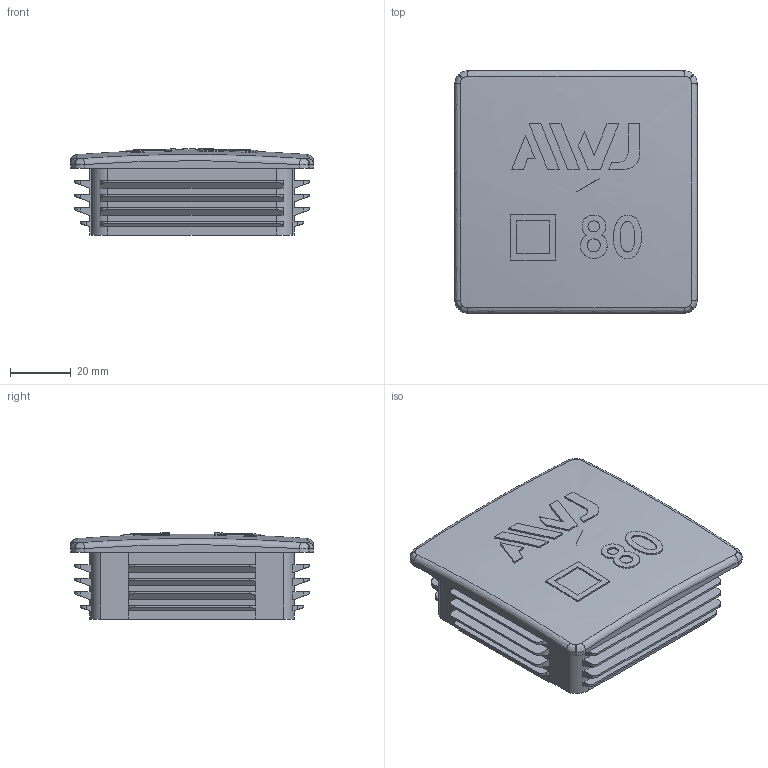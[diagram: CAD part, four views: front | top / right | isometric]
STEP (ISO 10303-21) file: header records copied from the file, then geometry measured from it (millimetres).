
FILE_DESCRIPTION( ( 'STEP AP203' ), '1' );
FILE_NAME( '80.step', '2022-07-25T06:46:43', ( ' ' ), ( ' ' ), 'XStep 1.0', ' ', ' ' );
FILE_SCHEMA( ( 'CONFIG_CONTROL_DESIGN' ) );
Length unit declared in the file: millimetre
Products named in the file (1): 1
Bounding box: 80 x 80 x 28.44 mm (x, y, z)
Volume: 47024.2 mm3; surface area: 31514.1 mm2
Topology: 1 solids, 1 shells, 259 faces, 696 edges, 450 vertices
Faces by surface type: plane 156, cylinder 54, bspline 34, extrusion 7, cone 4, torus 4
Entity records: 11843 total; most frequent: CARTESIAN_POINT 5637, ORIENTED_EDGE 1370, DIRECTION 1144, EDGE_CURVE 685, VERTEX_POINT 448, VECTOR 410, LINE 403, AXIS2_PLACEMENT_3D 367
